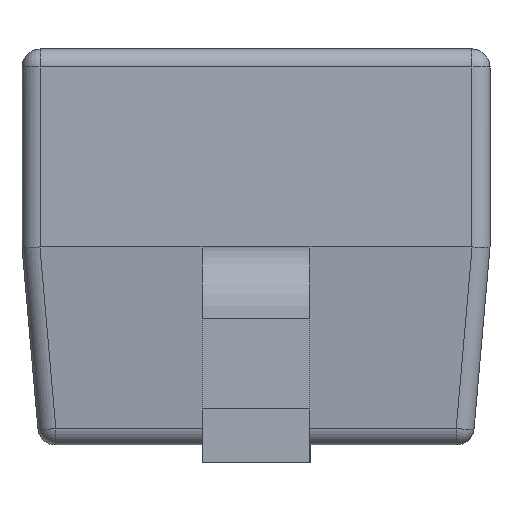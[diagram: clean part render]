
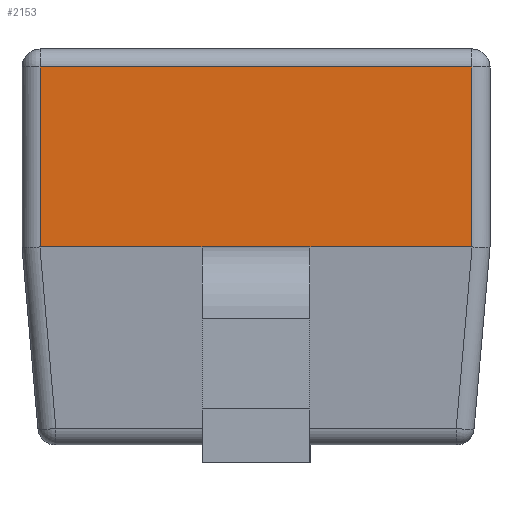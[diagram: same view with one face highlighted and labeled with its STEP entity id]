
A CAD part, left-side view. The second image highlights one B-rep face of the part: STEP entity #2153.
In plain terms, the highlighted planar face has unit normal (-1, 0, 0).
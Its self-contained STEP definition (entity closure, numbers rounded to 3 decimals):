
#56 = ORIENTED_EDGE ( 'NONE', *, *, #3670, .T. ) ;
#189 = VERTEX_POINT ( 'NONE', #3312 ) ;
#191 = DIRECTION ( 'NONE',  ( 0., -1., 0. ) ) ;
#268 = VECTOR ( 'NONE', #2990, 1000. ) ;
#300 = EDGE_LOOP ( 'NONE', ( #1684, #5134, #3381, #4132, #2733, #56 ) ) ;
#423 = DIRECTION ( 'NONE',  ( 0., -1., 0. ) ) ;
#445 = CARTESIAN_POINT ( 'NONE',  ( -0.9, 0.6, 0. ) ) ;
#674 = CARTESIAN_POINT ( 'NONE',  ( -0.9, -0.65, 0.55 ) ) ;
#789 = CARTESIAN_POINT ( 'NONE',  ( -0.9, -0.6, 0.55 ) ) ;
#823 = VECTOR ( 'NONE', #1686, 1000. ) ;
#1187 = DIRECTION ( 'NONE',  ( 1., 0., 0. ) ) ;
#1227 = DIRECTION ( 'NONE',  ( 0., 0., 1. ) ) ;
#1230 = CARTESIAN_POINT ( 'NONE',  ( -0.9, -0.65, 0. ) ) ;
#1434 = LINE ( 'NONE', #1230, #268 ) ;
#1684 = ORIENTED_EDGE ( 'NONE', *, *, #2224, .T. ) ;
#1686 = DIRECTION ( 'NONE',  ( 0., 0., -1. ) ) ;
#1695 = AXIS2_PLACEMENT_3D ( 'NONE', #674, #1187, #2463 ) ;
#1966 = VECTOR ( 'NONE', #191, 1000. ) ;
#1998 = VERTEX_POINT ( 'NONE', #4774 ) ;
#1999 = CARTESIAN_POINT ( 'NONE',  ( -0.9, -0.6, 0. ) ) ;
#2041 = LINE ( 'NONE', #2786, #1966 ) ;
#2153 = ADVANCED_FACE ( 'NONE', ( #3331 ), #3151, .F. ) ;
#2172 = EDGE_CURVE ( 'NONE', #4113, #4478, #2041, .T. ) ;
#2187 = LINE ( 'NONE', #3491, #3224 ) ;
#2224 = EDGE_CURVE ( 'NONE', #3237, #189, #5018, .T. ) ;
#2385 = VECTOR ( 'NONE', #3600, 1000. ) ;
#2463 = DIRECTION ( 'NONE',  ( 0., 0., -1. ) ) ;
#2693 = CARTESIAN_POINT ( 'NONE',  ( -0.9, 0.6, 0.5 ) ) ;
#2733 = ORIENTED_EDGE ( 'NONE', *, *, #3082, .T. ) ;
#2786 = CARTESIAN_POINT ( 'NONE',  ( -0.9, -0.65, 0. ) ) ;
#2939 = CARTESIAN_POINT ( 'NONE',  ( -0.9, 0.15, 0. ) ) ;
#2990 = DIRECTION ( 'NONE',  ( 0., -1., 0. ) ) ;
#3082 = EDGE_CURVE ( 'NONE', #4478, #1998, #1434, .T. ) ;
#3151 = PLANE ( 'NONE',  #1695 ) ;
#3187 = EDGE_CURVE ( 'NONE', #189, #4940, #3536, .T. ) ;
#3224 = VECTOR ( 'NONE', #423, 1000. ) ;
#3237 = VERTEX_POINT ( 'NONE', #1999 ) ;
#3312 = CARTESIAN_POINT ( 'NONE',  ( -0.9, -0.6, 0.5 ) ) ;
#3331 = FACE_OUTER_BOUND ( 'NONE', #300, .T. ) ;
#3341 = EDGE_CURVE ( 'NONE', #4940, #4113, #3928, .T. ) ;
#3381 = ORIENTED_EDGE ( 'NONE', *, *, #3341, .T. ) ;
#3491 = CARTESIAN_POINT ( 'NONE',  ( -0.9, -0.65, 0. ) ) ;
#3536 = LINE ( 'NONE', #4971, #2385 ) ;
#3600 = DIRECTION ( 'NONE',  ( 0., 1., 0. ) ) ;
#3670 = EDGE_CURVE ( 'NONE', #1998, #3237, #2187, .T. ) ;
#3879 = VECTOR ( 'NONE', #1227, 1000. ) ;
#3928 = LINE ( 'NONE', #4165, #823 ) ;
#4113 = VERTEX_POINT ( 'NONE', #445 ) ;
#4132 = ORIENTED_EDGE ( 'NONE', *, *, #2172, .T. ) ;
#4165 = CARTESIAN_POINT ( 'NONE',  ( -0.9, 0.6, 0.55 ) ) ;
#4478 = VERTEX_POINT ( 'NONE', #2939 ) ;
#4774 = CARTESIAN_POINT ( 'NONE',  ( -0.9, -0.15, 0. ) ) ;
#4940 = VERTEX_POINT ( 'NONE', #2693 ) ;
#4971 = CARTESIAN_POINT ( 'NONE',  ( -0.9, -0.65, 0.5 ) ) ;
#5018 = LINE ( 'NONE', #789, #3879 ) ;
#5134 = ORIENTED_EDGE ( 'NONE', *, *, #3187, .T. ) ;
